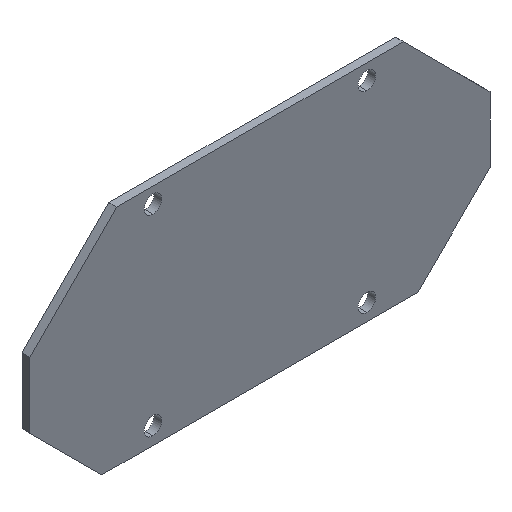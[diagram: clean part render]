
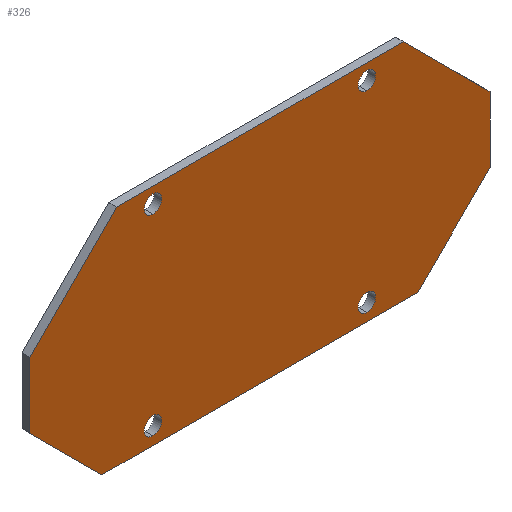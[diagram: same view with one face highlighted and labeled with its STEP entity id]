
A CAD part, isometric view. The second image highlights one B-rep face of the part: STEP entity #326.
In plain terms, the highlighted planar face has unit normal (0, -1, 0).
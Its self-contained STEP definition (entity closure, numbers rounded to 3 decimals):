
#4 = DIRECTION ( 'NONE',  ( 0., 1., 0. ) ) ;
#6 = CARTESIAN_POINT ( 'NONE',  ( 47.349, 34.925, -7.151 ) ) ;
#8 = LINE ( 'NONE', #237, #567 ) ;
#22 = CARTESIAN_POINT ( 'NONE',  ( 22., 34.925, -16.7 ) ) ;
#24 = DIRECTION ( 'NONE',  ( 0., 0., 1. ) ) ;
#27 = CARTESIAN_POINT ( 'NONE',  ( 22., 34.925, 21. ) ) ;
#41 = ORIENTED_EDGE ( 'NONE', *, *, #509, .T. ) ;
#44 = CARTESIAN_POINT ( 'NONE',  ( -22., 34.925, 22.8 ) ) ;
#45 = VECTOR ( 'NONE', #228, 1000. ) ;
#48 = DIRECTION ( 'NONE',  ( 1., 0., 0. ) ) ;
#58 = DIRECTION ( 'NONE',  ( 0., 0., 1. ) ) ;
#64 = EDGE_CURVE ( 'NONE', #147, #110, #136, .T. ) ;
#74 = DIRECTION ( 'NONE',  ( 0., 0., 1. ) ) ;
#75 = AXIS2_PLACEMENT_3D ( 'NONE', #280, #142, #481 ) ;
#76 = FACE_OUTER_BOUND ( 'NONE', #159, .T. ) ;
#79 = CARTESIAN_POINT ( 'NONE',  ( -47.349, 34.925, 6.349 ) ) ;
#84 = CIRCLE ( 'NONE', #582, 1.8 ) ;
#86 = DIRECTION ( 'NONE',  ( -0.707, 0., -0.707 ) ) ;
#89 = CARTESIAN_POINT ( 'NONE',  ( 32.5, 34.925, -22. ) ) ;
#91 = EDGE_CURVE ( 'NONE', #464, #147, #8, .T. ) ;
#93 = CARTESIAN_POINT ( 'NONE',  ( -29.498, 34.925, 24.2 ) ) ;
#99 = CARTESIAN_POINT ( 'NONE',  ( -22., 34.925, 19.2 ) ) ;
#105 = CARTESIAN_POINT ( 'NONE',  ( -22., 34.925, -18.5 ) ) ;
#110 = VERTEX_POINT ( 'NONE', #530 ) ;
#116 = VERTEX_POINT ( 'NONE', #44 ) ;
#118 = ORIENTED_EDGE ( 'NONE', *, *, #400, .T. ) ;
#119 = CIRCLE ( 'NONE', #367, 1.8 ) ;
#120 = DIRECTION ( 'NONE',  ( 0., 0., 1. ) ) ;
#127 = CIRCLE ( 'NONE', #541, 1.8 ) ;
#129 = EDGE_CURVE ( 'NONE', #586, #563, #179, .T. ) ;
#132 = ORIENTED_EDGE ( 'NONE', *, *, #91, .F. ) ;
#136 = LINE ( 'NONE', #439, #442 ) ;
#142 = DIRECTION ( 'NONE',  ( 0., 1., 0. ) ) ;
#147 = VERTEX_POINT ( 'NONE', #93 ) ;
#150 = ORIENTED_EDGE ( 'NONE', *, *, #204, .T. ) ;
#151 = DIRECTION ( 'NONE',  ( 0., 0., -1. ) ) ;
#154 = AXIS2_PLACEMENT_3D ( 'NONE', #491, #247, #192 ) ;
#157 = ORIENTED_EDGE ( 'NONE', *, *, #359, .F. ) ;
#159 = EDGE_LOOP ( 'NONE', ( #157, #305, #542, #617, #534, #319, #132, #528 ) ) ;
#164 = VERTEX_POINT ( 'NONE', #533 ) ;
#169 = VECTOR ( 'NONE', #301, 1000. ) ;
#178 = DIRECTION ( 'NONE',  ( 0., 0., 1. ) ) ;
#179 = CIRCLE ( 'NONE', #75, 1.8 ) ;
#181 = EDGE_CURVE ( 'NONE', #211, #164, #84, .T. ) ;
#183 = DIRECTION ( 'NONE',  ( 0., 1., 0. ) ) ;
#184 = CARTESIAN_POINT ( 'NONE',  ( 22., 34.925, 22.8 ) ) ;
#186 = LINE ( 'NONE', #597, #314 ) ;
#192 = DIRECTION ( 'NONE',  ( 0., 0., 1. ) ) ;
#203 = DIRECTION ( 'NONE',  ( 0.707, 0., -0.707 ) ) ;
#204 = EDGE_CURVE ( 'NONE', #563, #586, #505, .T. ) ;
#206 = ORIENTED_EDGE ( 'NONE', *, *, #181, .T. ) ;
#211 = VERTEX_POINT ( 'NONE', #184 ) ;
#225 = CARTESIAN_POINT ( 'NONE',  ( 32.5, 34.925, -22. ) ) ;
#228 = DIRECTION ( 'NONE',  ( -1., 0., 0. ) ) ;
#234 = FACE_BOUND ( 'NONE', #289, .T. ) ;
#236 = VERTEX_POINT ( 'NONE', #99 ) ;
#237 = CARTESIAN_POINT ( 'NONE',  ( -29.498, 34.925, 24.2 ) ) ;
#240 = DIRECTION ( 'NONE',  ( 0.707, 0., 0.707 ) ) ;
#246 = VECTOR ( 'NONE', #74, 1000. ) ;
#247 = DIRECTION ( 'NONE',  ( 0., 1., 0. ) ) ;
#250 = VECTOR ( 'NONE', #151, 1000. ) ;
#251 = ORIENTED_EDGE ( 'NONE', *, *, #294, .T. ) ;
#260 = CARTESIAN_POINT ( 'NONE',  ( -47.349, 34.925, -7.151 ) ) ;
#265 = AXIS2_PLACEMENT_3D ( 'NONE', #455, #364, #452 ) ;
#276 = LINE ( 'NONE', #6, #250 ) ;
#280 = CARTESIAN_POINT ( 'NONE',  ( -22., 34.925, -18.5 ) ) ;
#285 = DIRECTION ( 'NONE',  ( 0., 1., 0. ) ) ;
#289 = EDGE_LOOP ( 'NONE', ( #150, #484 ) ) ;
#291 = EDGE_CURVE ( 'NONE', #575, #304, #276, .T. ) ;
#294 = EDGE_CURVE ( 'NONE', #236, #116, #526, .T. ) ;
#301 = DIRECTION ( 'NONE',  ( -0.707, 0., 0.707 ) ) ;
#303 = LINE ( 'NONE', #260, #169 ) ;
#304 = VERTEX_POINT ( 'NONE', #447 ) ;
#305 = ORIENTED_EDGE ( 'NONE', *, *, #604, .F. ) ;
#307 = LINE ( 'NONE', #468, #45 ) ;
#311 = VERTEX_POINT ( 'NONE', #348 ) ;
#314 = VECTOR ( 'NONE', #203, 1000. ) ;
#315 = EDGE_LOOP ( 'NONE', ( #361, #206 ) ) ;
#319 = ORIENTED_EDGE ( 'NONE', *, *, #64, .F. ) ;
#325 = FACE_BOUND ( 'NONE', #436, .T. ) ;
#326 = ADVANCED_FACE ( 'NONE', ( #325, #234, #76, #574, #566 ), #595, .T. ) ;
#347 = CIRCLE ( 'NONE', #516, 1.8 ) ;
#348 = CARTESIAN_POINT ( 'NONE',  ( -47.349, 34.925, -7.151 ) ) ;
#352 = VERTEX_POINT ( 'NONE', #409 ) ;
#356 = AXIS2_PLACEMENT_3D ( 'NONE', #374, #559, #24 ) ;
#359 = EDGE_CURVE ( 'NONE', #370, #311, #303, .T. ) ;
#361 = ORIENTED_EDGE ( 'NONE', *, *, #476, .T. ) ;
#362 = VERTEX_POINT ( 'NONE', #22 ) ;
#363 = EDGE_CURVE ( 'NONE', #110, #575, #186, .T. ) ;
#364 = DIRECTION ( 'NONE',  ( 0., -1., 0. ) ) ;
#367 = AXIS2_PLACEMENT_3D ( 'NONE', #495, #553, #120 ) ;
#370 = VERTEX_POINT ( 'NONE', #599 ) ;
#374 = CARTESIAN_POINT ( 'NONE',  ( -22., 34.925, 21. ) ) ;
#381 = CARTESIAN_POINT ( 'NONE',  ( 47.349, 34.925, 6.349 ) ) ;
#400 = EDGE_CURVE ( 'NONE', #352, #362, #119, .T. ) ;
#403 = CIRCLE ( 'NONE', #356, 1.8 ) ;
#409 = CARTESIAN_POINT ( 'NONE',  ( 22., 34.925, -20.3 ) ) ;
#421 = AXIS2_PLACEMENT_3D ( 'NONE', #105, #4, #538 ) ;
#424 = DIRECTION ( 'NONE',  ( 0., 1., 0. ) ) ;
#436 = EDGE_LOOP ( 'NONE', ( #251, #41 ) ) ;
#439 = CARTESIAN_POINT ( 'NONE',  ( 29.498, 34.925, 24.2 ) ) ;
#442 = VECTOR ( 'NONE', #48, 1000. ) ;
#447 = CARTESIAN_POINT ( 'NONE',  ( 47.349, 34.925, -7.151 ) ) ;
#452 = DIRECTION ( 'NONE',  ( 0., 0., -1. ) ) ;
#455 = CARTESIAN_POINT ( 'NONE',  ( 0., 34.925, 0. ) ) ;
#459 = CARTESIAN_POINT ( 'NONE',  ( -22., 34.925, -20.3 ) ) ;
#463 = DIRECTION ( 'NONE',  ( 0., 0., 1. ) ) ;
#464 = VERTEX_POINT ( 'NONE', #79 ) ;
#468 = CARTESIAN_POINT ( 'NONE',  ( -32.5, 34.925, -22. ) ) ;
#473 = LINE ( 'NONE', #89, #522 ) ;
#476 = EDGE_CURVE ( 'NONE', #164, #211, #127, .T. ) ;
#481 = DIRECTION ( 'NONE',  ( 0., 0., 1. ) ) ;
#484 = ORIENTED_EDGE ( 'NONE', *, *, #129, .T. ) ;
#491 = CARTESIAN_POINT ( 'NONE',  ( -22., 34.925, 21. ) ) ;
#495 = CARTESIAN_POINT ( 'NONE',  ( 22., 34.925, -18.5 ) ) ;
#496 = EDGE_CURVE ( 'NONE', #311, #464, #571, .T. ) ;
#505 = CIRCLE ( 'NONE', #421, 1.8 ) ;
#509 = EDGE_CURVE ( 'NONE', #116, #236, #403, .T. ) ;
#513 = CARTESIAN_POINT ( 'NONE',  ( -47.349, 34.925, 6.349 ) ) ;
#516 = AXIS2_PLACEMENT_3D ( 'NONE', #622, #183, #178 ) ;
#517 = ORIENTED_EDGE ( 'NONE', *, *, #628, .T. ) ;
#518 = EDGE_LOOP ( 'NONE', ( #118, #517 ) ) ;
#519 = CARTESIAN_POINT ( 'NONE',  ( -22., 34.925, -16.7 ) ) ;
#522 = VECTOR ( 'NONE', #86, 1000. ) ;
#526 = CIRCLE ( 'NONE', #154, 1.8 ) ;
#528 = ORIENTED_EDGE ( 'NONE', *, *, #496, .F. ) ;
#530 = CARTESIAN_POINT ( 'NONE',  ( 29.498, 34.925, 24.2 ) ) ;
#532 = CARTESIAN_POINT ( 'NONE',  ( 22., 34.925, 21. ) ) ;
#533 = CARTESIAN_POINT ( 'NONE',  ( 22., 34.925, 19.2 ) ) ;
#534 = ORIENTED_EDGE ( 'NONE', *, *, #363, .F. ) ;
#538 = DIRECTION ( 'NONE',  ( 0., 0., 1. ) ) ;
#541 = AXIS2_PLACEMENT_3D ( 'NONE', #27, #424, #463 ) ;
#542 = ORIENTED_EDGE ( 'NONE', *, *, #621, .F. ) ;
#553 = DIRECTION ( 'NONE',  ( 0., 1., 0. ) ) ;
#559 = DIRECTION ( 'NONE',  ( 0., 1., 0. ) ) ;
#563 = VERTEX_POINT ( 'NONE', #459 ) ;
#566 = FACE_BOUND ( 'NONE', #315, .T. ) ;
#567 = VECTOR ( 'NONE', #240, 1000. ) ;
#571 = LINE ( 'NONE', #513, #246 ) ;
#574 = FACE_BOUND ( 'NONE', #518, .T. ) ;
#575 = VERTEX_POINT ( 'NONE', #381 ) ;
#582 = AXIS2_PLACEMENT_3D ( 'NONE', #532, #285, #58 ) ;
#586 = VERTEX_POINT ( 'NONE', #519 ) ;
#595 = PLANE ( 'NONE',  #265 ) ;
#597 = CARTESIAN_POINT ( 'NONE',  ( 47.349, 34.925, 6.349 ) ) ;
#599 = CARTESIAN_POINT ( 'NONE',  ( -32.5, 34.925, -22. ) ) ;
#604 = EDGE_CURVE ( 'NONE', #605, #370, #307, .T. ) ;
#605 = VERTEX_POINT ( 'NONE', #225 ) ;
#617 = ORIENTED_EDGE ( 'NONE', *, *, #291, .F. ) ;
#621 = EDGE_CURVE ( 'NONE', #304, #605, #473, .T. ) ;
#622 = CARTESIAN_POINT ( 'NONE',  ( 22., 34.925, -18.5 ) ) ;
#628 = EDGE_CURVE ( 'NONE', #362, #352, #347, .T. ) ;
